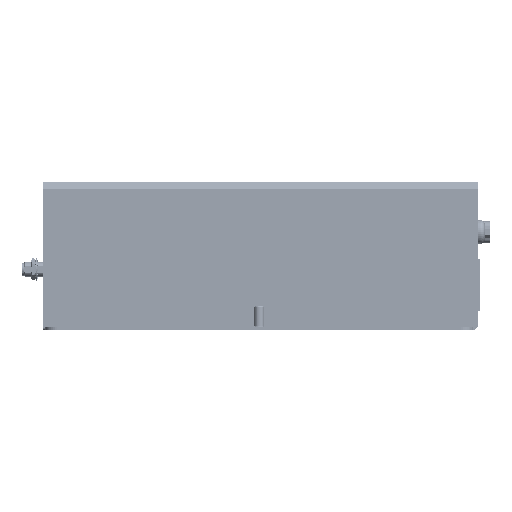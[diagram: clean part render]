
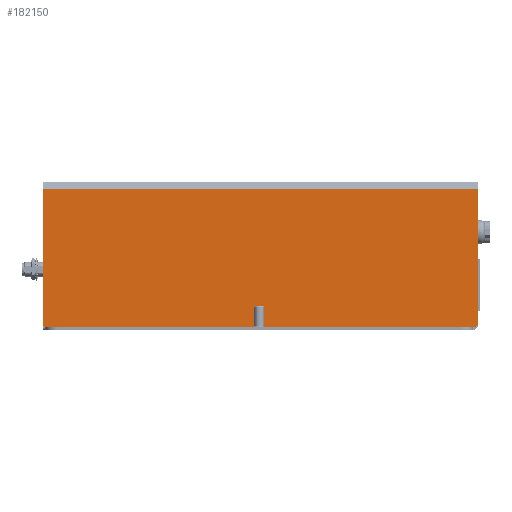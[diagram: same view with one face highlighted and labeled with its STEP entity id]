
A CAD part, left-side view. The second image highlights one B-rep face of the part: STEP entity #182150.
In plain terms, the highlighted planar face has unit normal (-1, 0, 0).
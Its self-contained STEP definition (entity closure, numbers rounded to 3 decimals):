
#5499=PLANE('',#193833);
#12938=FACE_OUTER_BOUND('',#22433,.T.);
#22433=EDGE_LOOP('',(#133644,#133645,#133646,#133647,#133648,#133649,#133650));
#34731=LINE('',#279600,#53528);
#35076=LINE('',#280621,#53873);
#35082=LINE('',#280633,#53879);
#35083=LINE('',#280635,#53880);
#35084=LINE('',#280636,#53881);
#35085=LINE('',#280637,#53882);
#35086=LINE('',#280638,#53883);
#53528=VECTOR('',#220272,10.);
#53873=VECTOR('',#221033,10.);
#53879=VECTOR('',#221043,10.);
#53880=VECTOR('',#221044,10.);
#53881=VECTOR('',#221045,10.);
#53882=VECTOR('',#221046,10.);
#53883=VECTOR('',#221047,10.);
#76234=VERTEX_POINT('',#272544);
#76730=VERTEX_POINT('',#273757);
#78215=VERTEX_POINT('',#280619);
#78216=VERTEX_POINT('',#280620);
#78219=VERTEX_POINT('',#280631);
#78220=VERTEX_POINT('',#280632);
#78221=VERTEX_POINT('',#280634);
#98017=EDGE_CURVE('',#76730,#76234,#34731,.T.);
#98472=EDGE_CURVE('',#78215,#78216,#35076,.T.);
#98478=EDGE_CURVE('',#78219,#78220,#35082,.T.);
#98479=EDGE_CURVE('',#78221,#78219,#35083,.T.);
#98480=EDGE_CURVE('',#76234,#78221,#35084,.T.);
#98481=EDGE_CURVE('',#78216,#76730,#35085,.T.);
#98482=EDGE_CURVE('',#78220,#78215,#35086,.T.);
#133644=ORIENTED_EDGE('',*,*,#98478,.F.);
#133645=ORIENTED_EDGE('',*,*,#98479,.F.);
#133646=ORIENTED_EDGE('',*,*,#98480,.F.);
#133647=ORIENTED_EDGE('',*,*,#98017,.F.);
#133648=ORIENTED_EDGE('',*,*,#98481,.F.);
#133649=ORIENTED_EDGE('',*,*,#98472,.F.);
#133650=ORIENTED_EDGE('',*,*,#98482,.F.);
#182150=ADVANCED_FACE('',(#12938),#5499,.T.);
#193833=AXIS2_PLACEMENT_3D('',#280630,#221041,#221042);
#220272=DIRECTION('',(0.,1.,0.));
#221033=DIRECTION('',(0.,0.707,-0.707));
#221041=DIRECTION('center_axis',(-1.,0.,0.));
#221042=DIRECTION('ref_axis',(0.,0.,
1.));
#221043=DIRECTION('',(0.,-1.,0.));
#221044=DIRECTION('',(0.,0.,1.));
#221045=DIRECTION('',(0.,0.707,0.707));
#221046=DIRECTION('',(0.,1.,0.));
#221047=DIRECTION('',(0.,0.,-1.));
#272544=CARTESIAN_POINT('',(-18.71,179.,7.));
#273757=CARTESIAN_POINT('',(-18.71,1.8,7.));
#279600=CARTESIAN_POINT('',(-18.71,45.2,7.));
#280619=CARTESIAN_POINT('',(-18.71,0.,8.));
#280620=CARTESIAN_POINT('',(-18.71,1.,7.));
#280621=CARTESIAN_POINT('',(-18.71,0.5,7.5));
#280630=CARTESIAN_POINT('Origin',(-18.71,0.,
7.));
#280631=CARTESIAN_POINT('',(-18.71,180.,64.1));
#280632=CARTESIAN_POINT('',(-18.71,0.,64.1));
#280633=CARTESIAN_POINT('',(-18.71,0.,64.1));
#280634=CARTESIAN_POINT('',(-18.71,180.,8.));
#280635=CARTESIAN_POINT('',(-18.71,180.,58.1));
#280636=CARTESIAN_POINT('',(-18.71,134.5,-37.5));
#280637=CARTESIAN_POINT('',(-18.71,0.,7.));
#280638=CARTESIAN_POINT('',(-18.71,0.,58.1));
